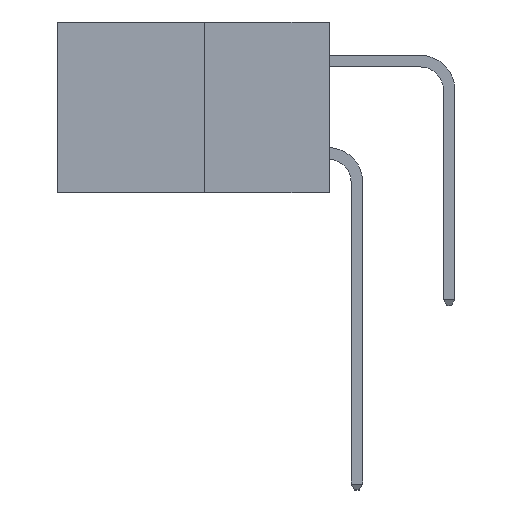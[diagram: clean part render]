
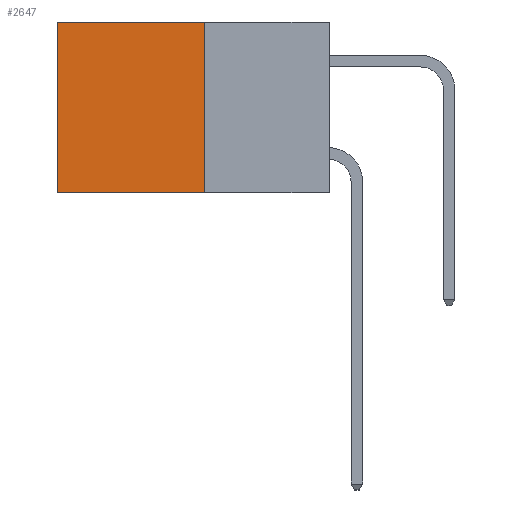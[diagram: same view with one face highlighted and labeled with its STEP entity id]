
A CAD part, left-side view. The second image highlights one B-rep face of the part: STEP entity #2647.
In plain terms, the highlighted planar face has unit normal (-1, 0, 0).
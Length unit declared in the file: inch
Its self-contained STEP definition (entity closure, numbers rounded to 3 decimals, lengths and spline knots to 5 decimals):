
#1133 = ORIENTED_EDGE ( 'NONE', *, *, #12372, .T. ) ;
#1277 = VECTOR ( 'NONE', #13220, 39.37008 ) ;
#2112 = DIRECTION ( 'NONE',  ( 0., 1., 0. ) ) ;
#2647 = ADVANCED_FACE ( 'NONE', ( #12800 ), #7951, .F. ) ;
#2987 = CARTESIAN_POINT ( 'NONE',  ( 0.277, 0.27, -0.37 ) ) ;
#4007 = DIRECTION ( 'NONE',  ( 0., 1., 0. ) ) ;
#4459 = VERTEX_POINT ( 'NONE', #12162 ) ;
#5425 = CARTESIAN_POINT ( 'NONE',  ( 0.277, 0.27, -0.37 ) ) ;
#5830 = EDGE_CURVE ( 'NONE', #6254, #12400, #12003, .T. ) ;
#5943 = VECTOR ( 'NONE', #12262, 39.37008 ) ;
#6005 = CARTESIAN_POINT ( 'NONE',  ( 0.277, 0.59, -0.37 ) ) ;
#6254 = VERTEX_POINT ( 'NONE', #14176 ) ;
#6672 = ORIENTED_EDGE ( 'NONE', *, *, #11832, .T. ) ;
#6799 = LINE ( 'NONE', #7373, #9283 ) ;
#7373 = CARTESIAN_POINT ( 'NONE',  ( 0.277, 0.27, 0. ) ) ;
#7525 = CARTESIAN_POINT ( 'NONE',  ( 0.277, 0.59, -0.37 ) ) ;
#7714 = DIRECTION ( 'NONE',  ( 0., 0., -1. ) ) ;
#7810 = DIRECTION ( 'NONE',  ( 1., 0., 0. ) ) ;
#7940 = CARTESIAN_POINT ( 'NONE',  ( 0.277, 0.27, -0.37 ) ) ;
#7951 = PLANE ( 'NONE',  #7984 ) ;
#7984 = AXIS2_PLACEMENT_3D ( 'NONE', #7940, #7810, #7714 ) ;
#8380 = LINE ( 'NONE', #8762, #11417 ) ;
#8762 = CARTESIAN_POINT ( 'NONE',  ( 0.277, 0.27, -0.37 ) ) ;
#9283 = VECTOR ( 'NONE', #4007, 39.37008 ) ;
#9662 = ORIENTED_EDGE ( 'NONE', *, *, #14245, .F. ) ;
#10172 = VERTEX_POINT ( 'NONE', #6005 ) ;
#11417 = VECTOR ( 'NONE', #2112, 39.37008 ) ;
#11652 = EDGE_LOOP ( 'NONE', ( #6672, #9662, #12703, #1133 ) ) ;
#11832 = EDGE_CURVE ( 'NONE', #4459, #10172, #13526, .T. ) ;
#12003 = LINE ( 'NONE', #5425, #5943 ) ;
#12162 = CARTESIAN_POINT ( 'NONE',  ( 0.277, 0.59, 0. ) ) ;
#12262 = DIRECTION ( 'NONE',  ( 0., 0., -1. ) ) ;
#12372 = EDGE_CURVE ( 'NONE', #6254, #4459, #6799, .T. ) ;
#12400 = VERTEX_POINT ( 'NONE', #2987 ) ;
#12703 = ORIENTED_EDGE ( 'NONE', *, *, #5830, .F. ) ;
#12800 = FACE_OUTER_BOUND ( 'NONE', #11652, .T. ) ;
#13220 = DIRECTION ( 'NONE',  ( 0., 0., -1. ) ) ;
#13526 = LINE ( 'NONE', #7525, #1277 ) ;
#14176 = CARTESIAN_POINT ( 'NONE',  ( 0.277, 0.27, 0. ) ) ;
#14245 = EDGE_CURVE ( 'NONE', #12400, #10172, #8380, .T. ) ;
